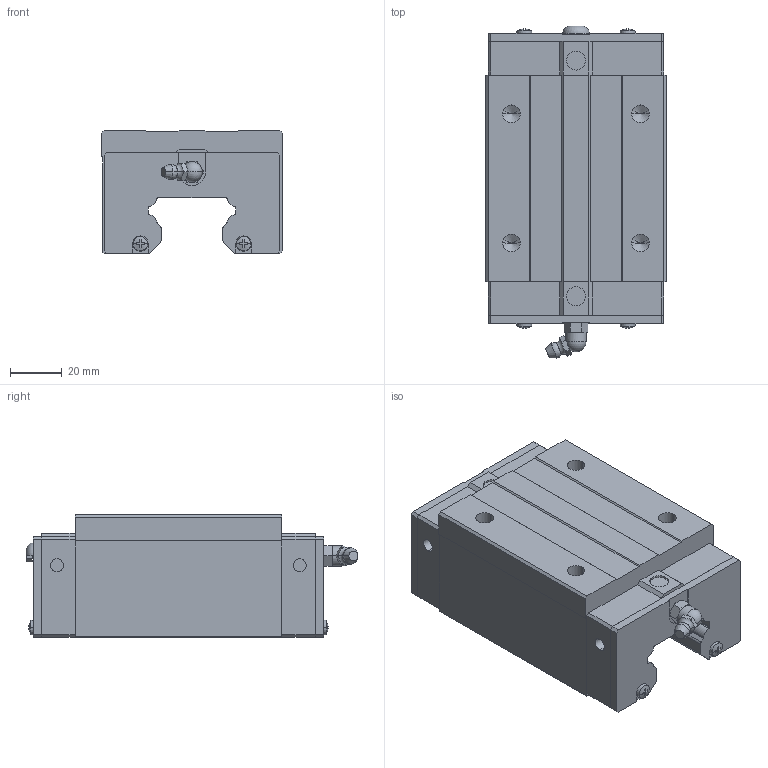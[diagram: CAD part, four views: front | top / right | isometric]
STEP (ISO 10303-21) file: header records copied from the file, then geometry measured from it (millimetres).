
FILE_DESCRIPTION(('HOOPS Exchange Step'),'2;1');
FILE_NAME('export-0D07D69C-4478-4637-980B-8566EE99E5FF.stp','2020-08-22T10:16:24+02:00',('Engineering'),('Alibre'),'HOOPS Exchange 2020.0','Alibre','Unknown authorisation');
FILE_SCHEMA( ('AP242_MANAGED_MODEL_BASED_3D_ENGINEERING_MIM_LF {1 0 10303 442 1 1 4 }') );
Length unit declared in the file: millimetre
Products named in the file (1): 2036 HIWIN Carriage HGH “Square type“ HGH-35-CA-Z0-H
Bounding box: 70 x 128.51 x 47.5 mm (x, y, z)
Volume: 278038.4 mm3; surface area: 39321.8 mm2
Topology: 1 solids, 5 shells, 358 faces, 954 edges, 612 vertices
Faces by surface type: plane 208, cylinder 84, cone 46, torus 18, sphere 2
Entity records: 11324 total; most frequent: CARTESIAN_POINT 2337, ORIENTED_EDGE 1884, DIRECTION 1770, EDGE_CURVE 942, VERTEX_POINT 612, VECTOR 596, LINE 596, AXIS2_PLACEMENT_3D 587
